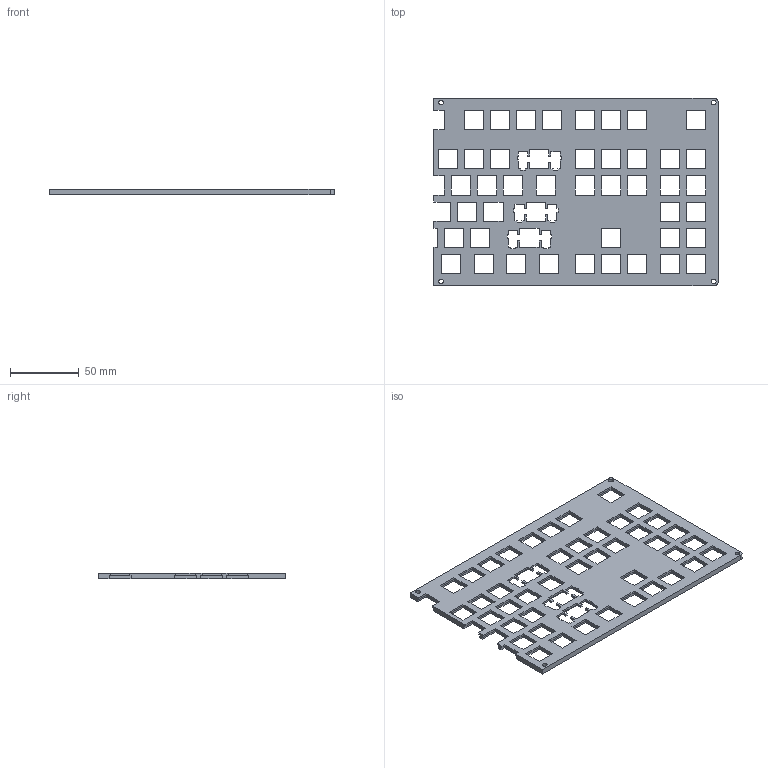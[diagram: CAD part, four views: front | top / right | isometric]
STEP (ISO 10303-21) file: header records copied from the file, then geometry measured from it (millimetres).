
FILE_DESCRIPTION(/* description */ (''),/* implementation_level */ '2;1');
FILE_NAME(/* name */ 'plateRight.step',/* time_stamp */ '2025-06-22T13:55:52-04:00',/* author */ (''),/* organization */ (''),/* preprocessor_version */ 'ST-DEVELOPER v20.1',/* originating_system */ 'Autodesk Translation Framework v14.10.0.0',/* authorisation */ '');
FILE_SCHEMA (('AUTOMOTIVE_DESIGN { 1 0 10303 214 3 1 1 }'));
Length unit declared in the file: millimetre
Products named in the file (2): 2025-06-18-17-06-01-118; 2025-06-18-13-06-36-971
Assembly tree (1 placements, depth 2):
  2025-06-18-17-06-01-118
    2025-06-18-13-06-36-971
Bounding box: 206.92 x 136.63 x 4 mm (x, y, z)
Volume: 64424.2 mm3; surface area: 51455.1 mm2
Topology: 1 solids, 1 shells, 554 faces, 1518 edges, 1012 vertices
Faces by surface type: plane 548, cylinder 6
Full cylindrical faces by diameter (mm): 3.4 x4
Entity records: 17447 total; most frequent: CARTESIAN_POINT 3087, ORIENTED_EDGE 3036, DIRECTION 2644, EDGE_CURVE 1518, LINE 1506, VECTOR 1506, VERTEX_POINT 1012, EDGE_LOOP 700
